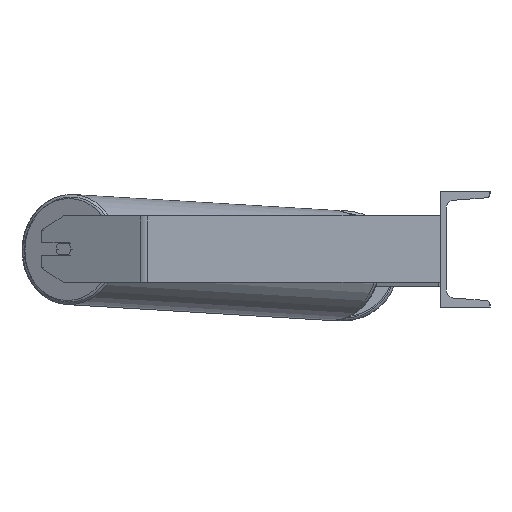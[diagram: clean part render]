
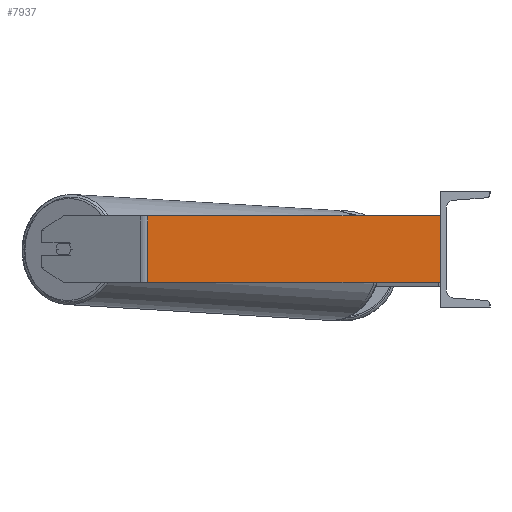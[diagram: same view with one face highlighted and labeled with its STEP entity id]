
A CAD part, left-side view. The second image highlights one B-rep face of the part: STEP entity #7937.
In plain terms, the highlighted planar face has unit normal (-1, 0, 0).
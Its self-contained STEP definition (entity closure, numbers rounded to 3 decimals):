
#194 = VERTEX_POINT ( 'NONE', #5649 ) ;
#649 = VERTEX_POINT ( 'NONE', #2209 ) ;
#728 = DIRECTION ( 'NONE',  ( 1., 0., 0. ) ) ;
#767 = FACE_OUTER_BOUND ( 'NONE', #6754, .T. ) ;
#768 = AXIS2_PLACEMENT_3D ( 'NONE', #6974, #728, #2808 ) ;
#1323 = PLANE ( 'NONE',  #768 ) ;
#1345 = VECTOR ( 'NONE', #5047, 1000. ) ;
#1473 = VECTOR ( 'NONE', #5546, 1000. ) ;
#1716 = LINE ( 'NONE', #3674, #2969 ) ;
#2075 = CARTESIAN_POINT ( 'NONE',  ( -985., 357.095, -40. ) ) ;
#2209 = CARTESIAN_POINT ( 'NONE',  ( -985., 352.808, -40. ) ) ;
#2747 = LINE ( 'NONE', #2075, #1473 ) ;
#2808 = DIRECTION ( 'NONE',  ( 0., 1., 0. ) ) ;
#2969 = VECTOR ( 'NONE', #5764, 1000. ) ;
#2971 = VERTEX_POINT ( 'NONE', #7971 ) ;
#2980 = CARTESIAN_POINT ( 'NONE',  ( -985., 357.095, 40. ) ) ;
#3329 = EDGE_CURVE ( 'NONE', #194, #649, #1716, .T. ) ;
#3674 = CARTESIAN_POINT ( 'NONE',  ( -985., 352.808, 40. ) ) ;
#3890 = CARTESIAN_POINT ( 'NONE',  ( -985., 0., 40. ) ) ;
#3994 = VECTOR ( 'NONE', #8729, 1000. ) ;
#4479 = ORIENTED_EDGE ( 'NONE', *, *, #7110, .F. ) ;
#4808 = ORIENTED_EDGE ( 'NONE', *, *, #6330, .F. ) ;
#4977 = ORIENTED_EDGE ( 'NONE', *, *, #7011, .T. ) ;
#5047 = DIRECTION ( 'NONE',  ( 0., -1., 0. ) ) ;
#5077 = VERTEX_POINT ( 'NONE', #8247 ) ;
#5236 = LINE ( 'NONE', #2980, #1345 ) ;
#5546 = DIRECTION ( 'NONE',  ( 0., -1., 0. ) ) ;
#5649 = CARTESIAN_POINT ( 'NONE',  ( -985., 352.808, 40. ) ) ;
#5764 = DIRECTION ( 'NONE',  ( 0., 0., -1. ) ) ;
#6330 = EDGE_CURVE ( 'NONE', #2971, #5077, #8015, .T. ) ;
#6754 = EDGE_LOOP ( 'NONE', ( #4977, #4808, #4479, #7118 ) ) ;
#6974 = CARTESIAN_POINT ( 'NONE',  ( -985., 357.095, 40. ) ) ;
#7011 = EDGE_CURVE ( 'NONE', #649, #5077, #2747, .T. ) ;
#7110 = EDGE_CURVE ( 'NONE', #194, #2971, #5236, .T. ) ;
#7118 = ORIENTED_EDGE ( 'NONE', *, *, #3329, .T. ) ;
#7937 = ADVANCED_FACE ( 'NONE', ( #767 ), #1323, .F. ) ;
#7971 = CARTESIAN_POINT ( 'NONE',  ( -985., 0., 40. ) ) ;
#8015 = LINE ( 'NONE', #3890, #3994 ) ;
#8247 = CARTESIAN_POINT ( 'NONE',  ( -985., 0., -40. ) ) ;
#8729 = DIRECTION ( 'NONE',  ( 0., 0., -1. ) ) ;
